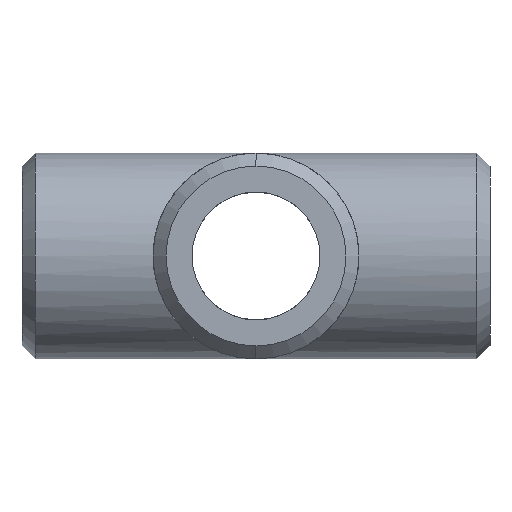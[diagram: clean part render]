
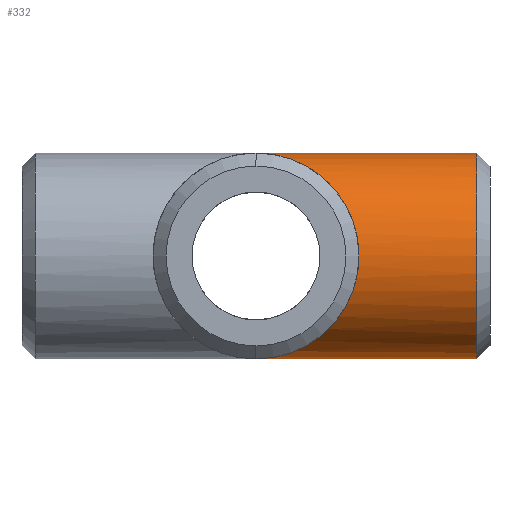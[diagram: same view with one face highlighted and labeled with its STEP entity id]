
A CAD part, left-side view. The second image highlights one B-rep face of the part: STEP entity #332.
In plain terms, the highlighted cylindrical face has radius 16.764 mm (diameter 33.528 mm), a partial arc.
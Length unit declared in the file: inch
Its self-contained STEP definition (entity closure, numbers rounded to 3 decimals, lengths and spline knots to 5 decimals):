
#19 = CARTESIAN_POINT ( 'NONE',  ( 0., -1.5, 0. ) ) ;
#26 =( BOUNDED_CURVE ( )  B_SPLINE_CURVE ( 3, ( #536, #479, #232, #419 ),
 .UNSPECIFIED., .F., .T. ) 
 B_SPLINE_CURVE_WITH_KNOTS ( ( 4, 4 ),
 ( 4.71239, 7.85398 ),
 .UNSPECIFIED. ) 
 CURVE ( )  GEOMETRIC_REPRESENTATION_ITEM ( )  RATIONAL_B_SPLINE_CURVE ( ( 1., 0.333, 0.333, 1. ) ) 
 REPRESENTATION_ITEM ( '' )  );
#111 = DIRECTION ( 'NONE',  ( 0., 1., 0. ) ) ;
#149 = EDGE_CURVE ( 'NONE', #684, #338, #461, .T. ) ;
#156 = CARTESIAN_POINT ( 'NONE',  ( 0., -1.41667, 0.66 ) ) ;
#164 = VECTOR ( 'NONE', #111, 39.37008 ) ;
#171 = EDGE_CURVE ( 'NONE', #684, #186, #241, .T. ) ;
#186 = VERTEX_POINT ( 'NONE', #628 ) ;
#200 = EDGE_CURVE ( 'NONE', #338, #212, #432, .T. ) ;
#212 = VERTEX_POINT ( 'NONE', #305 ) ;
#220 = DIRECTION ( 'NONE',  ( 0., 0., -1. ) ) ;
#232 = CARTESIAN_POINT ( 'NONE',  ( -1.32, -1.32, 0.66 ) ) ;
#241 = LINE ( 'NONE', #611, #164 ) ;
#265 = DIRECTION ( 'NONE',  ( 0., 1., 0. ) ) ;
#305 = CARTESIAN_POINT ( 'NONE',  ( 0., 0., 0.66 ) ) ;
#332 = ADVANCED_FACE ( 'NONE', ( #398 ), #524, .T. ) ;
#338 = VERTEX_POINT ( 'NONE', #156 ) ;
#362 = EDGE_LOOP ( 'NONE', ( #802, #706, #435, #480 ) ) ;
#398 = FACE_OUTER_BOUND ( 'NONE', #362, .T. ) ;
#414 = AXIS2_PLACEMENT_3D ( 'NONE', #676, #671, #485 ) ;
#419 = CARTESIAN_POINT ( 'NONE',  ( 0., 0., 0.66 ) ) ;
#432 = LINE ( 'NONE', #606, #672 ) ;
#435 = ORIENTED_EDGE ( 'NONE', *, *, #498, .F. ) ;
#459 = DIRECTION ( 'NONE',  ( 0., 1., 0. ) ) ;
#461 = CIRCLE ( 'NONE', #414, 0.66 ) ;
#470 = AXIS2_PLACEMENT_3D ( 'NONE', #19, #459, #220 ) ;
#479 = CARTESIAN_POINT ( 'NONE',  ( -1.32, -1.32, -0.66 ) ) ;
#480 = ORIENTED_EDGE ( 'NONE', *, *, #171, .F. ) ;
#485 = DIRECTION ( 'NONE',  ( 0., 0., -1. ) ) ;
#498 = EDGE_CURVE ( 'NONE', #186, #212, #26, .T. ) ;
#524 = CYLINDRICAL_SURFACE ( 'NONE', #470, 0.66 ) ;
#536 = CARTESIAN_POINT ( 'NONE',  ( 0., 0., -0.66 ) ) ;
#606 = CARTESIAN_POINT ( 'NONE',  ( 0., -1.5, 0.66 ) ) ;
#611 = CARTESIAN_POINT ( 'NONE',  ( 0., -1.5, -0.66 ) ) ;
#628 = CARTESIAN_POINT ( 'NONE',  ( 0., 0., -0.66 ) ) ;
#671 = DIRECTION ( 'NONE',  ( 0., 1., 0. ) ) ;
#672 = VECTOR ( 'NONE', #265, 39.37008 ) ;
#676 = CARTESIAN_POINT ( 'NONE',  ( 0., -1.41667, 0. ) ) ;
#684 = VERTEX_POINT ( 'NONE', #795 ) ;
#706 = ORIENTED_EDGE ( 'NONE', *, *, #200, .T. ) ;
#795 = CARTESIAN_POINT ( 'NONE',  ( 0., -1.41667, -0.66 ) ) ;
#802 = ORIENTED_EDGE ( 'NONE', *, *, #149, .T. ) ;
